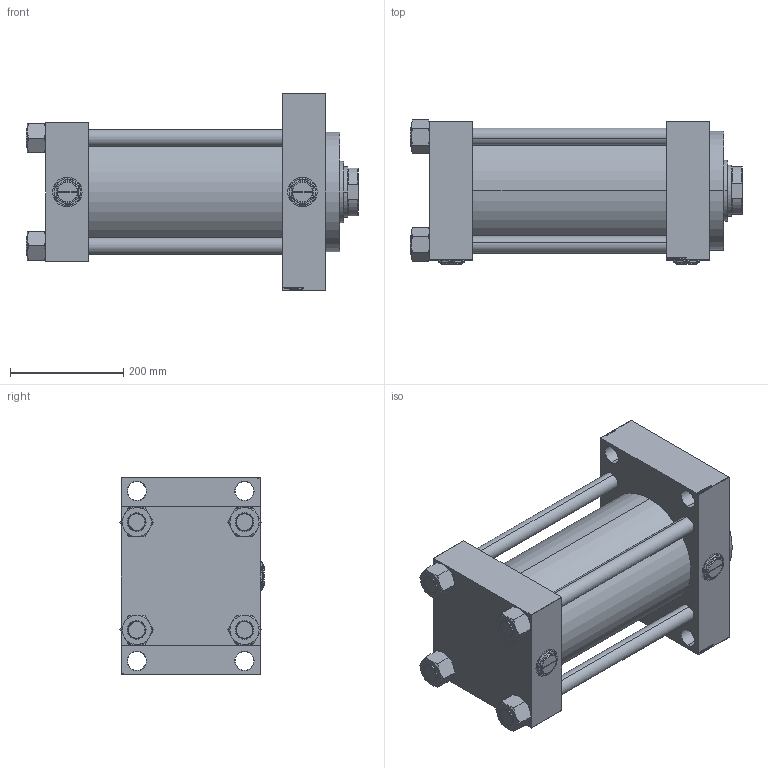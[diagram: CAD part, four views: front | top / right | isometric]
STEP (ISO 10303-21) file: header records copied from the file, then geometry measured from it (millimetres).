
FILE_DESCRIPTION (( 'STEP AP203' ), '1' );
FILE_NAME ('2626.STEP', '2025-04-15T18:58:58', ( '' ), ( '' ), 'SwSTEP 2.0', 'SolidWorks 2019', '' );
FILE_SCHEMA (( 'CONFIG_CONTROL_DESIGN' ));
Length unit declared in the file: millimetre
Products named in the file (7): V215CR_D_Body dfe7ea9edff87a9ba420bcf217b4d35c; NUT_M5_D dfe7ea9edff87a9ba420bcf217b4d35c; 2626; V215CR_D_TYCINKA dfe7ea9edff87a9ba420bcf217b4d35c; Zatka_pro_OIL_PORT dfe7ea9edff87a9ba420bcf217b4d35c; V215_VC_A dfe7ea9edff87a9ba420bcf217b4d35c; V215CR_VCP_D dfe7ea9edff87a9ba420bcf217b4d35c
Assembly tree (13 placements, depth 2):
  2626
    V215CR_D_Body dfe7ea9edff87a9ba420bcf217b4d35c
    V215CR_VCP_D dfe7ea9edff87a9ba420bcf217b4d35c
    NUT_M5_D dfe7ea9edff87a9ba420bcf217b4d35c  x4
    V215CR_D_TYCINKA dfe7ea9edff87a9ba420bcf217b4d35c  x4
    V215_VC_A dfe7ea9edff87a9ba420bcf217b4d35c
    Zatka_pro_OIL_PORT dfe7ea9edff87a9ba420bcf217b4d35c  x2
Bounding box: 586 x 254.22 x 347 mm (x, y, z)
Volume: 17201967.8 mm3; surface area: 1552212.7 mm2
Topology: 13 solids, 13 shells, 1249 faces, 3126 edges, 2021 vertices
Faces by surface type: plane 591, bspline 368, cone 184, cylinder 98, torus 8
Entity records: 49707 total; most frequent: CARTESIAN_POINT 25871, ORIENTED_EDGE 5324, DIRECTION 3510, EDGE_CURVE 2662, VERTEX_POINT 1741, LINE 1558, VECTOR 1558, EDGE_LOOP 1191
